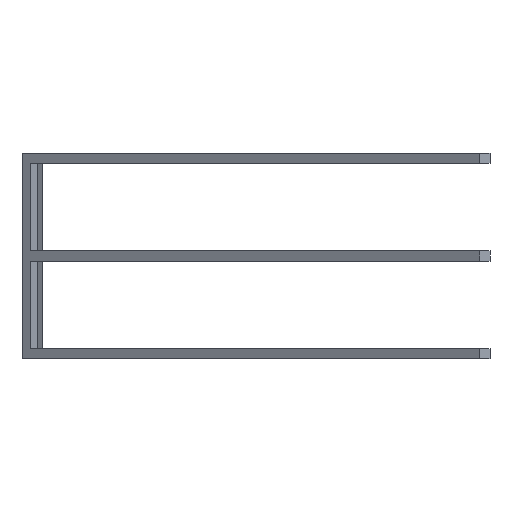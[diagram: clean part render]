
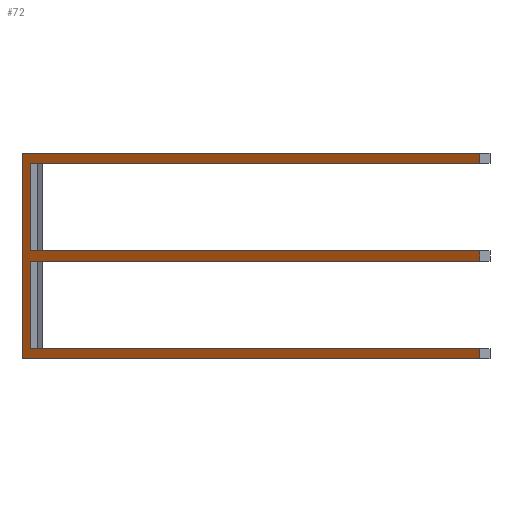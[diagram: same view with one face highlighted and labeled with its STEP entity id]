
A CAD part, left-side view. The second image highlights one B-rep face of the part: STEP entity #72.
In plain terms, the highlighted planar face has unit normal (-0.823, 0.568, 0).
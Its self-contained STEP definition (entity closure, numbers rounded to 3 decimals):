
#3 = ORIENTED_EDGE ( 'NONE', *, *, #700, .T. ) ;
#7 = LINE ( 'NONE', #510, #116 ) ;
#12 = VECTOR ( 'NONE', #607, 1000. ) ;
#31 = EDGE_CURVE ( 'NONE', #225, #552, #323, .T. ) ;
#39 = CARTESIAN_POINT ( 'NONE',  ( -1.135, 2.354, 19. ) ) ;
#72 = ADVANCED_FACE ( 'NONE', ( #955 ), #319, .F. ) ;
#74 = DIRECTION ( 'NONE',  ( 0., 0., 1. ) ) ;
#116 = VECTOR ( 'NONE', #989, 1000. ) ;
#119 = VECTOR ( 'NONE', #848, 1000. ) ;
#133 = VECTOR ( 'NONE', #74, 1000. ) ;
#141 = LINE ( 'NONE', #539, #119 ) ;
#147 = CARTESIAN_POINT ( 'NONE',  ( -1.135, 2.354, 2. ) ) ;
#148 = EDGE_CURVE ( 'NONE', #784, #805, #358, .T. ) ;
#149 = CARTESIAN_POINT ( 'NONE',  ( 0., 4., 40. ) ) ;
#169 = DIRECTION ( 'NONE',  ( 0.823, -0.568, 0. ) ) ;
#170 = VECTOR ( 'NONE', #964, 1000. ) ;
#177 = ORIENTED_EDGE ( 'NONE', *, *, #483, .F. ) ;
#185 = AXIS2_PLACEMENT_3D ( 'NONE', #396, #169, #561 ) ;
#189 = ORIENTED_EDGE ( 'NONE', *, *, #297, .T. ) ;
#199 = CARTESIAN_POINT ( 'NONE',  ( -1.135, 2.354, 2. ) ) ;
#205 = VECTOR ( 'NONE', #1029, 1000. ) ;
#209 = EDGE_CURVE ( 'NONE', #978, #419, #7, .T. ) ;
#211 = LINE ( 'NONE', #1004, #12 ) ;
#212 = VECTOR ( 'NONE', #739, 1000. ) ;
#213 = CARTESIAN_POINT ( 'NONE',  ( -1.135, 2.354, 19. ) ) ;
#222 = DIRECTION ( 'NONE',  ( 0., 0., 1. ) ) ;
#225 = VERTEX_POINT ( 'NONE', #642 ) ;
#259 = ORIENTED_EDGE ( 'NONE', *, *, #531, .T. ) ;
#260 = CARTESIAN_POINT ( 'NONE',  ( -1.869, 1.289, 38. ) ) ;
#295 = VERTEX_POINT ( 'NONE', #147 ) ;
#297 = EDGE_CURVE ( 'NONE', #805, #552, #874, .T. ) ;
#319 = PLANE ( 'NONE',  #185 ) ;
#323 = LINE ( 'NONE', #644, #170 ) ;
#325 = VERTEX_POINT ( 'NONE', #714 ) ;
#339 = VECTOR ( 'NONE', #595, 1000. ) ;
#343 = CARTESIAN_POINT ( 'NONE',  ( -61.379, -85., 21. ) ) ;
#358 = LINE ( 'NONE', #39, #339 ) ;
#366 = CARTESIAN_POINT ( 'NONE',  ( 0., 4., 0. ) ) ;
#396 = CARTESIAN_POINT ( 'NONE',  ( 0., 4., 40. ) ) ;
#419 = VERTEX_POINT ( 'NONE', #491 ) ;
#422 = LINE ( 'NONE', #511, #746 ) ;
#440 = ORIENTED_EDGE ( 'NONE', *, *, #847, .T. ) ;
#460 = ORIENTED_EDGE ( 'NONE', *, *, #773, .F. ) ;
#470 = CARTESIAN_POINT ( 'NONE',  ( -1.135, 2.354, 38. ) ) ;
#483 = EDGE_CURVE ( 'NONE', #496, #419, #422, .T. ) ;
#491 = CARTESIAN_POINT ( 'NONE',  ( -61.379, -85., 40. ) ) ;
#496 = VERTEX_POINT ( 'NONE', #589 ) ;
#498 = ORIENTED_EDGE ( 'NONE', *, *, #840, .T. ) ;
#510 = CARTESIAN_POINT ( 'NONE',  ( -61.379, -85., 40. ) ) ;
#511 = CARTESIAN_POINT ( 'NONE',  ( 0., 4., 40. ) ) ;
#517 = VECTOR ( 'NONE', #910, 1000. ) ;
#531 = EDGE_CURVE ( 'NONE', #774, #978, #593, .T. ) ;
#539 = CARTESIAN_POINT ( 'NONE',  ( -1.135, 2.354, 0. ) ) ;
#548 = EDGE_CURVE ( 'NONE', #295, #325, #576, .T. ) ;
#549 = VECTOR ( 'NONE', #222, 1000. ) ;
#552 = VERTEX_POINT ( 'NONE', #343 ) ;
#560 = CARTESIAN_POINT ( 'NONE',  ( 0., 4., 0. ) ) ;
#561 = DIRECTION ( 'NONE',  ( 0.568, 0.823, 0. ) ) ;
#576 = LINE ( 'NONE', #199, #212 ) ;
#589 = CARTESIAN_POINT ( 'NONE',  ( 0., 4., 40. ) ) ;
#593 = LINE ( 'NONE', #260, #517 ) ;
#595 = DIRECTION ( 'NONE',  ( -0.568, -0.823, 0. ) ) ;
#607 = DIRECTION ( 'NONE',  ( 0., 0., 1. ) ) ;
#628 = ORIENTED_EDGE ( 'NONE', *, *, #548, .F. ) ;
#642 = CARTESIAN_POINT ( 'NONE',  ( -1.135, 2.354, 21. ) ) ;
#644 = CARTESIAN_POINT ( 'NONE',  ( -1.869, 1.289, 21. ) ) ;
#678 = DIRECTION ( 'NONE',  ( -0.568, -0.823, 0. ) ) ;
#683 = VERTEX_POINT ( 'NONE', #366 ) ;
#700 = EDGE_CURVE ( 'NONE', #815, #325, #211, .T. ) ;
#706 = LINE ( 'NONE', #932, #549 ) ;
#714 = CARTESIAN_POINT ( 'NONE',  ( -61.379, -85., 2. ) ) ;
#739 = DIRECTION ( 'NONE',  ( -0.568, -0.823, 0. ) ) ;
#746 = VECTOR ( 'NONE', #678, 1000. ) ;
#767 = CARTESIAN_POINT ( 'NONE',  ( -61.379, -85., 0. ) ) ;
#773 = EDGE_CURVE ( 'NONE', #774, #225, #141, .T. ) ;
#774 = VERTEX_POINT ( 'NONE', #470 ) ;
#784 = VERTEX_POINT ( 'NONE', #213 ) ;
#805 = VERTEX_POINT ( 'NONE', #928 ) ;
#811 = CARTESIAN_POINT ( 'NONE',  ( -61.379, -85., 38. ) ) ;
#815 = VERTEX_POINT ( 'NONE', #767 ) ;
#840 = EDGE_CURVE ( 'NONE', #295, #784, #706, .T. ) ;
#847 = EDGE_CURVE ( 'NONE', #496, #683, #854, .T. ) ;
#848 = DIRECTION ( 'NONE',  ( 0., 0., -1. ) ) ;
#854 = LINE ( 'NONE', #149, #915 ) ;
#855 = ORIENTED_EDGE ( 'NONE', *, *, #209, .T. ) ;
#861 = ORIENTED_EDGE ( 'NONE', *, *, #31, .F. ) ;
#868 = ORIENTED_EDGE ( 'NONE', *, *, #148, .T. ) ;
#874 = LINE ( 'NONE', #1028, #133 ) ;
#910 = DIRECTION ( 'NONE',  ( -0.568, -0.823, 0. ) ) ;
#915 = VECTOR ( 'NONE', #950, 1000. ) ;
#928 = CARTESIAN_POINT ( 'NONE',  ( -61.379, -85., 19. ) ) ;
#932 = CARTESIAN_POINT ( 'NONE',  ( -1.135, 2.354, 2. ) ) ;
#950 = DIRECTION ( 'NONE',  ( 0., 0., -1. ) ) ;
#952 = ORIENTED_EDGE ( 'NONE', *, *, #962, .T. ) ;
#955 = FACE_OUTER_BOUND ( 'NONE', #957, .T. ) ;
#957 = EDGE_LOOP ( 'NONE', ( #952, #3, #628, #498, #868, #189, #861, #460, #259, #855, #177, #440 ) ) ;
#962 = EDGE_CURVE ( 'NONE', #683, #815, #963, .T. ) ;
#963 = LINE ( 'NONE', #560, #205 ) ;
#964 = DIRECTION ( 'NONE',  ( -0.568, -0.823, 0. ) ) ;
#978 = VERTEX_POINT ( 'NONE', #811 ) ;
#989 = DIRECTION ( 'NONE',  ( 0., 0., 1. ) ) ;
#1004 = CARTESIAN_POINT ( 'NONE',  ( -61.379, -85., 40. ) ) ;
#1028 = CARTESIAN_POINT ( 'NONE',  ( -61.379, -85., 40. ) ) ;
#1029 = DIRECTION ( 'NONE',  ( -0.568, -0.823, 0. ) ) ;
